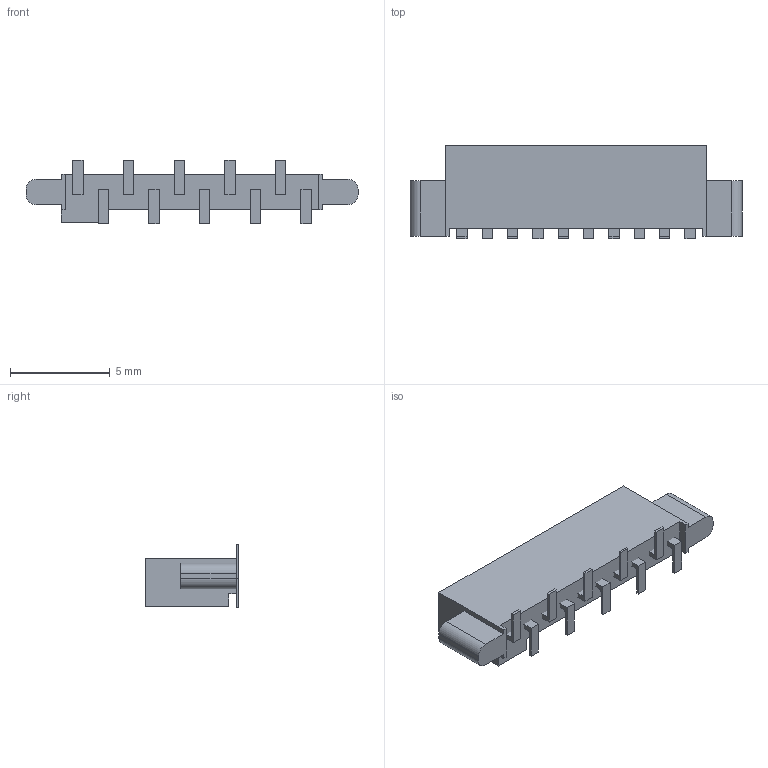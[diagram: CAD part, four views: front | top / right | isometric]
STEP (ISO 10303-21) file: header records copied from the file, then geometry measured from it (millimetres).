
FILE_DESCRIPTION( ( 'STEP AP214' ), '1' );
FILE_NAME( 'SFM-110-02-L-S.stp', '2020-06-18T05:06:19', ( 'License CC BY-ND 4.0' ), ( 'CADENAS' ), ' ', 'PARTsolutions', ' ' );
FILE_SCHEMA( ( 'AUTOMOTIVE_DESIGN { 1 0 10303 214 1 1 1 1 }' ) );
Length unit declared in the file: inch
Products named in the file (3): SFM-110-02-L-S; _SFM-110-02-L-S_terminal; _C-10-02-S_pins
Assembly tree (2 placements, depth 2):
  SFM-110-02-L-S
    _SFM-110-02-L-S_terminal
    _C-10-02-S_pins
Bounding box: 16.64 x 4.7 x 3.17 mm (x, y, z)
Volume: 110.6 mm3; surface area: 327.7 mm2
Topology: 2 solids, 2 shells, 156 faces, 396 edges, 264 vertices
Faces by surface type: plane 147, cylinder 9
Entity records: 5920 total; most frequent: CARTESIAN_POINT 819, ORIENTED_EDGE 792, DIRECTION 732, EDGE_CURVE 396, LINE 378, VECTOR 378, VERTEX_POINT 264, AXIS2_PLACEMENT_3D 177
